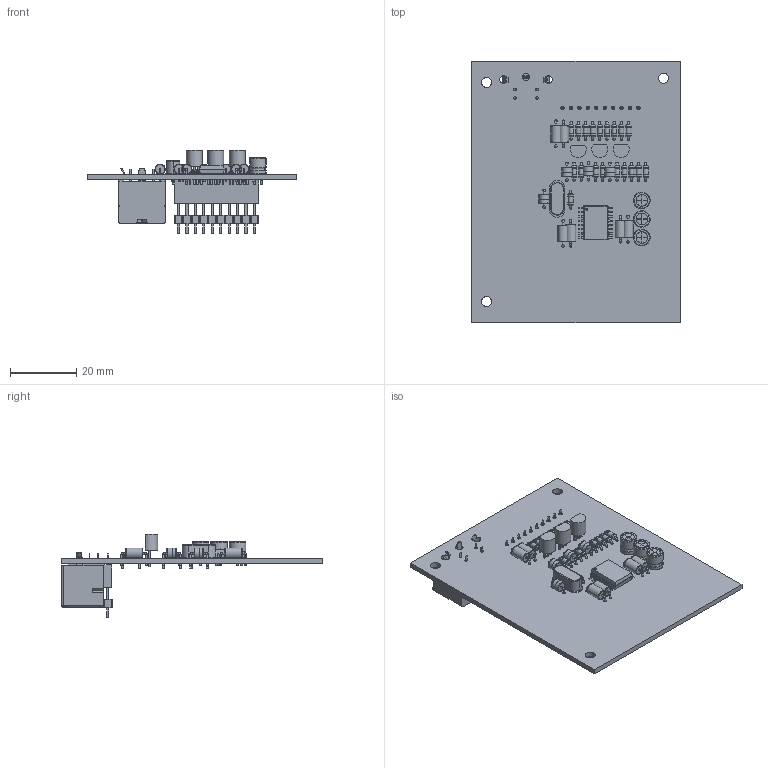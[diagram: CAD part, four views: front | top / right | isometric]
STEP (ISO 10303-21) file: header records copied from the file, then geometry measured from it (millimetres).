
FILE_DESCRIPTION(('FreeCAD Model'),'2;1');
FILE_NAME('Open CASCADE Shape Model','2023-11-19T00:02:14',(''),(''), 'Open CASCADE STEP processor 7.6','FreeCAD','Unknown');
FILE_SCHEMA(('AUTOMOTIVE_DESIGN { 1 0 10303 214 1 1 1 1 }'));
Length unit declared in the file: millimetre
Products named in the file (52): Unnamed; PinHeader_1x10_P254mm_Vertical; main 1; R_Axial_DIN0204_L3.6mm_D1.6mm_P5.08mm_Horizontal; SOLID; C_Axial_L5.1mm_D3.1mm_P7.50mm_Horizontal; SOLID001; R_Axial_DIN0204_L3.6mm_D1.6mm_P5.08mm_Horizontal001; C_Axial_L2.8mm_D3.1mm_P5.08mm_Horizontal; SOLID003; SOIC-16W_7.5x10.3mm_P1.27mm; SOLID004; CP_Radial_D5.0mm_P2.50mm; SOLID005; C_Axial_L2.8mm_D3.1mm_P5.08mm_Horizontal001; R_Axial_DIN0204_L3.6mm_D1.6mm_P5.08mm_Horizontal002; R_Axial_DIN0204_L3.6mm_D1.6mm_P5.08mm_Horizontal003; R_Axial_DIN0204_L3.6mm_D1.6mm_P5.08mm_Horizontal004; C_Axial_L5.1mm_D3.1mm_P7.50mm_Horizontal001; C_Axial_L2.8mm_D3.1mm_P5.08mm_Horizontal002; R_Axial_DIN0204_L3.6mm_D1.6mm_P5.08mm_Horizontal005; C_Axial_L2.8mm_D3.1mm_P5.08mm_Horizontal003; R_Axial_DIN0204_L3.6mm_D1.6mm_P5.08mm_Horizontal006; R_Axial_DIN0204_L3.6mm_D1.6mm_P5.08mm_Horizontal007; R_Axial_DIN0204_L3.6mm_D1.6mm_P5.08mm_Horizontal008; CP_Radial_D5.0mm_P2.50mm001; TO-92_Inline; SOLID018; R_Axial_DIN0204_L3.6mm_D1.6mm_P5.08mm_Horizontal009; TO-92_Inline001; CP_Radial_D5.0mm_P2.50mm002; R_Axial_DIN0204_L3.6mm_D1.6mm_P5.08mm_Horizontal010; R_Axial_DIN0204_L3.6mm_D1.6mm_P5.08mm_Horizontal011; C_Axial_L5.1mm_D3.1mm_P7.50mm_Horizontal002; R_Axial_DIN0204_L3.6mm_D1.6mm_P5.08mm_Horizontal012; R_Axial_DIN0204_L3.6mm_D1.6mm_P5.08mm_Horizontal013; TO-92_Inline002; C_Axial_L5.1mm_D3.1mm_P7.50mm_Horizontal003; R_Axial_DIN0204_L3.6mm_D1.6mm_P5.08mm_Horizontal014; R_Axial_DIN0204_L3.6mm_D1.6mm_P5.08mm_Horizontal015 ...
Assembly tree (81 placements, depth 4):
  Unnamed
    PinHeader_1x10_P254mm_Vertical
    main 1
      R_Axial_DIN0204_L3.6mm_D1.6mm_P5.08mm_Horizontal
        SOLID
      C_Axial_L5.1mm_D3.1mm_P7.50mm_Horizontal
        SOLID001
      R_Axial_DIN0204_L3.6mm_D1.6mm_P5.08mm_Horizontal001
        SOLID
      C_Axial_L2.8mm_D3.1mm_P5.08mm_Horizontal
        SOLID003
      SOIC-16W_7.5x10.3mm_P1.27mm
        SOLID004
      CP_Radial_D5.0mm_P2.50mm
        SOLID005
      C_Axial_L2.8mm_D3.1mm_P5.08mm_Horizontal001
        SOLID003
      R_Axial_DIN0204_L3.6mm_D1.6mm_P5.08mm_Horizontal002
        SOLID
      R_Axial_DIN0204_L3.6mm_D1.6mm_P5.08mm_Horizontal003
        SOLID
      R_Axial_DIN0204_L3.6mm_D1.6mm_P5.08mm_Horizontal004
        SOLID
      C_Axial_L5.1mm_D3.1mm_P7.50mm_Horizontal001
        SOLID001
      C_Axial_L2.8mm_D3.1mm_P5.08mm_Horizontal002
        SOLID003
      R_Axial_DIN0204_L3.6mm_D1.6mm_P5.08mm_Horizontal005
        SOLID
      C_Axial_L2.8mm_D3.1mm_P5.08mm_Horizontal003
        SOLID003
      R_Axial_DIN0204_L3.6mm_D1.6mm_P5.08mm_Horizontal006
        SOLID
      R_Axial_DIN0204_L3.6mm_D1.6mm_P5.08mm_Horizontal007
        SOLID
      R_Axial_DIN0204_L3.6mm_D1.6mm_P5.08mm_Horizontal008
        SOLID
      CP_Radial_D5.0mm_P2.50mm001
        SOLID005
      TO-92_Inline
        SOLID018
      R_Axial_DIN0204_L3.6mm_D1.6mm_P5.08mm_Horizontal009
        SOLID
      TO-92_Inline001
        SOLID018
      CP_Radial_D5.0mm_P2.50mm002
        SOLID005
      R_Axial_DIN0204_L3.6mm_D1.6mm_P5.08mm_Horizontal010
        SOLID
      R_Axial_DIN0204_L3.6mm_D1.6mm_P5.08mm_Horizontal011
        SOLID
      C_Axial_L5.1mm_D3.1mm_P7.50mm_Horizontal002
        SOLID001
      R_Axial_DIN0204_L3.6mm_D1.6mm_P5.08mm_Horizontal012
        SOLID
      R_Axial_DIN0204_L3.6mm_D1.6mm_P5.08mm_Horizontal013
        SOLID
      TO-92_Inline002
        SOLID018
      C_Axial_L5.1mm_D3.1mm_P7.50mm_Horizontal003
Bounding box: 62.74 x 78.76 x 25.21 mm (x, y, z)
Volume: 11604.4 mm3; surface area: 16377.9 mm2
Topology: 41 solids, 44 shells, 1884 faces, 4389 edges, 2789 vertices
Faces by surface type: plane 1176, cylinder 474, torus 111, bspline 58, revolution 35, cone 28, sphere 2
Full cylindrical faces by diameter (mm): 0.5 x86, 0.6 x1, 0.7 x38, 0.75 x9, 0.762 x20, 0.8 x12, 1 x10, 1.44 x19, 1.6 x38, 2.3 x3, 2.79 x20, 3 x3, 3.1 x14
Entity records: 50132 total; most frequent: CARTESIAN_POINT 8345, ORIENTED_EDGE 6926, DIRECTION 6850, EDGE_CURVE 3463, LINE 2675, VECTOR 2675, VERTEX_POINT 2214, AXIS2_PLACEMENT_3D 2083
